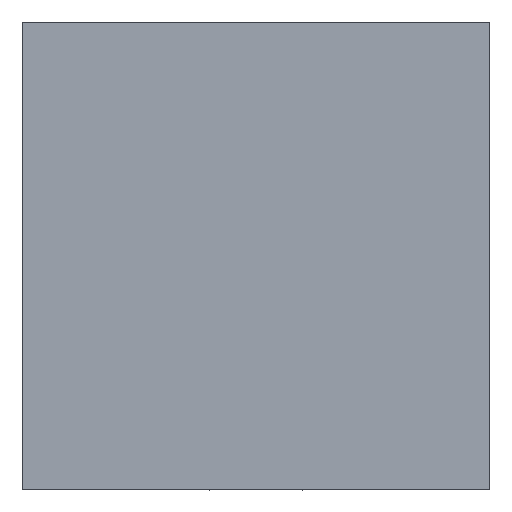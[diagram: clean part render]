
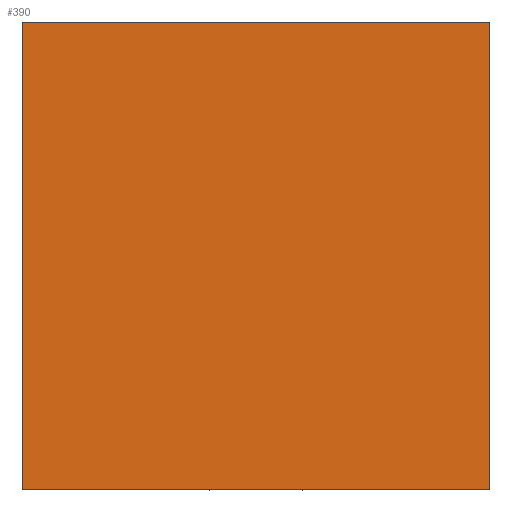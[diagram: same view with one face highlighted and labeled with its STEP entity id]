
A CAD part, top view. The second image highlights one B-rep face of the part: STEP entity #390.
In plain terms, the highlighted planar face has unit normal (0, 0, 1).
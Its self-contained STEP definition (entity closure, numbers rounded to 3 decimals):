
#24=FACE_OUTER_BOUND('',#44,.T.);
#44=EDGE_LOOP('',(#289,#290,#291,#292));
#82=LINE('',#588,#136);
#83=LINE('',#591,#137);
#84=LINE('',#593,#138);
#85=LINE('',#594,#139);
#136=VECTOR('',#482,10.);
#137=VECTOR('',#485,10.);
#138=VECTOR('',#486,10.);
#139=VECTOR('',#487,10.);
#181=VERTEX_POINT('',#584);
#182=VERTEX_POINT('',#586);
#183=VERTEX_POINT('',#590);
#184=VERTEX_POINT('',#592);
#226=EDGE_CURVE('',#181,#182,#82,.T.);
#227=EDGE_CURVE('',#181,#183,#83,.T.);
#228=EDGE_CURVE('',#184,#182,#84,.T.);
#229=EDGE_CURVE('',#183,#184,#85,.T.);
#289=ORIENTED_EDGE('',*,*,#227,.F.);
#290=ORIENTED_EDGE('',*,*,#226,.T.);
#291=ORIENTED_EDGE('',*,*,#228,.F.);
#292=ORIENTED_EDGE('',*,*,#229,.F.);
#370=PLANE('',#424);
#390=ADVANCED_FACE('',(#24),#370,.T.);
#424=AXIS2_PLACEMENT_3D('',#589,#483,#484);
#482=DIRECTION('',(0.,1.,0.));
#483=DIRECTION('center_axis',(0.,0.,1.));
#484=DIRECTION('ref_axis',(1.,0.,0.));
#485=DIRECTION('',(-1.,0.,0.));
#486=DIRECTION('',(1.,0.,0.));
#487=DIRECTION('',(0.,1.,0.));
#584=CARTESIAN_POINT('',(7.,0.,1.));
#586=CARTESIAN_POINT('',(7.,7.,1.));
#588=CARTESIAN_POINT('',(7.,0.,1.));
#589=CARTESIAN_POINT('Origin',(0.,0.,1.));
#590=CARTESIAN_POINT('',(0.,0.,1.));
#591=CARTESIAN_POINT('',(3.5,0.,1.));
#592=CARTESIAN_POINT('',(0.,7.,1.));
#593=CARTESIAN_POINT('',(3.5,7.,1.));
#594=CARTESIAN_POINT('',(0.,0.,1.));
